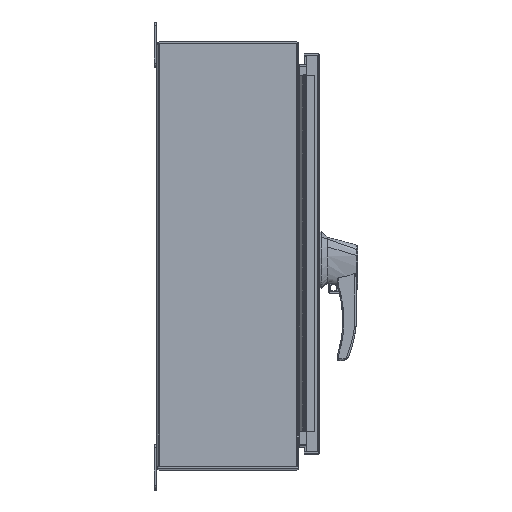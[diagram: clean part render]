
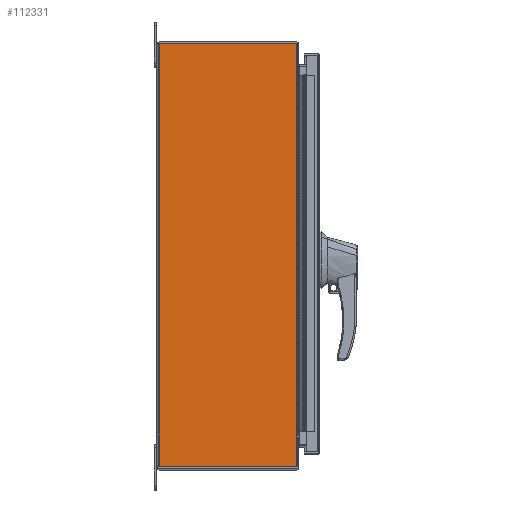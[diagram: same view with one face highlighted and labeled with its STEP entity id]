
A CAD part, top view. The second image highlights one B-rep face of the part: STEP entity #112331.
In plain terms, the highlighted face is planar.
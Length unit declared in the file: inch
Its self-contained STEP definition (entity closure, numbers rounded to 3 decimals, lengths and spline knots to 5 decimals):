
#2163 = CARTESIAN_POINT ( 'NONE',  ( -24., 0., 83.071 ) ) ;
#2627 = PLANE ( 'NONE',  #91966 ) ;
#3171 = VECTOR ( 'NONE', #50957, 39.37008 ) ;
#8573 = VERTEX_POINT ( 'NONE', #42842 ) ;
#31475 = DIRECTION ( 'NONE',  ( 0., 0., -1. ) ) ;
#35050 = LINE ( 'NONE', #54085, #82597 ) ;
#39418 = EDGE_LOOP ( 'NONE', ( #101830, #119020, #82469, #113820 ) ) ;
#42842 = CARTESIAN_POINT ( 'NONE',  ( -24., -7.762, -11.90489 ) ) ;
#50957 = DIRECTION ( 'NONE',  ( 0., -1., 0. ) ) ;
#54085 = CARTESIAN_POINT ( 'NONE',  ( -24., 0., -11.90489 ) ) ;
#61826 = LINE ( 'NONE', #107110, #133173 ) ;
#62503 = EDGE_CURVE ( 'NONE', #74927, #8573, #111005, .T. ) ;
#74927 = VERTEX_POINT ( 'NONE', #113863 ) ;
#77233 = VERTEX_POINT ( 'NONE', #137014 ) ;
#82469 = ORIENTED_EDGE ( 'NONE', *, *, #115319, .F. ) ;
#82597 = VECTOR ( 'NONE', #97292, 39.37008 ) ;
#89726 = EDGE_CURVE ( 'NONE', #77233, #74927, #135779, .T. ) ;
#91966 = AXIS2_PLACEMENT_3D ( 'NONE', #2163, #101046, #132862 ) ;
#97292 = DIRECTION ( 'NONE',  ( 0., 1., 0. ) ) ;
#97499 = DIRECTION ( 'NONE',  ( 0., 0., 1. ) ) ;
#101046 = DIRECTION ( 'NONE',  ( 1., 0., 0. ) ) ;
#101502 = CARTESIAN_POINT ( 'NONE',  ( -24., -0.048, -11.90489 ) ) ;
#101830 = ORIENTED_EDGE ( 'NONE', *, *, #62503, .F. ) ;
#107110 = CARTESIAN_POINT ( 'NONE',  ( -24., -0.048, 11.857 ) ) ;
#111005 = LINE ( 'NONE', #129370, #131377 ) ;
#112331 = ADVANCED_FACE ( 'NONE', ( #136892 ), #2627, .F. ) ;
#113820 = ORIENTED_EDGE ( 'NONE', *, *, #133302, .F. ) ;
#113863 = CARTESIAN_POINT ( 'NONE',  ( -24., -7.762, 11.90489 ) ) ;
#115319 = EDGE_CURVE ( 'NONE', #125177, #77233, #61826, .T. ) ;
#119020 = ORIENTED_EDGE ( 'NONE', *, *, #89726, .F. ) ;
#125177 = VERTEX_POINT ( 'NONE', #101502 ) ;
#126480 = CARTESIAN_POINT ( 'NONE',  ( -24., 0., 11.90489 ) ) ;
#129370 = CARTESIAN_POINT ( 'NONE',  ( -24., -7.762, 83.071 ) ) ;
#131377 = VECTOR ( 'NONE', #31475, 39.37008 ) ;
#132862 = DIRECTION ( 'NONE',  ( 0., 1., 0. ) ) ;
#133173 = VECTOR ( 'NONE', #97499, 39.37008 ) ;
#133302 = EDGE_CURVE ( 'NONE', #8573, #125177, #35050, .T. ) ;
#135779 = LINE ( 'NONE', #126480, #3171 ) ;
#136892 = FACE_OUTER_BOUND ( 'NONE', #39418, .T. ) ;
#137014 = CARTESIAN_POINT ( 'NONE',  ( -24., -0.048, 11.90489 ) ) ;
